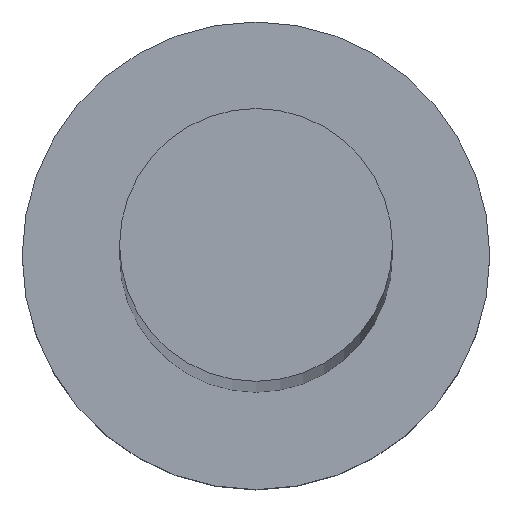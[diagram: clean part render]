
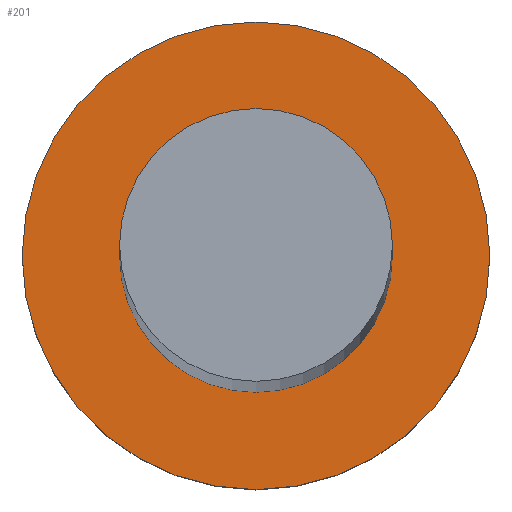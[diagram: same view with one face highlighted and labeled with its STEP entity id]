
A CAD part, top view. The second image highlights one B-rep face of the part: STEP entity #201.
In plain terms, the highlighted planar face has unit normal (0, 0, 1).
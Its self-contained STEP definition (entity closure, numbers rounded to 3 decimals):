
#4 = CIRCLE ( 'NONE', #77, 3.5 ) ;
#12 = FACE_OUTER_BOUND ( 'NONE', #112, .T. ) ;
#23 = EDGE_CURVE ( 'NONE', #93, #157, #132, .T. ) ;
#30 = DIRECTION ( 'NONE',  ( 0., 0., 1. ) ) ;
#35 = DIRECTION ( 'NONE',  ( 1., 0., 0. ) ) ;
#36 = DIRECTION ( 'NONE',  ( 0., 0., 1. ) ) ;
#50 = CARTESIAN_POINT ( 'NONE',  ( 0., 0., 5. ) ) ;
#51 = CARTESIAN_POINT ( 'NONE',  ( 3.5, 0., 5. ) ) ;
#52 = DIRECTION ( 'NONE',  ( 1., 0., 0. ) ) ;
#71 = CARTESIAN_POINT ( 'NONE',  ( 6., 0., 5. ) ) ;
#77 = AXIS2_PLACEMENT_3D ( 'NONE', #92, #87, #91 ) ;
#87 = DIRECTION ( 'NONE',  ( 0., 0., 1. ) ) ;
#88 = DIRECTION ( 'NONE',  ( 1., 0., 0. ) ) ;
#91 = DIRECTION ( 'NONE',  ( 1., 0., 0. ) ) ;
#92 = CARTESIAN_POINT ( 'NONE',  ( 0., 0., 5. ) ) ;
#93 = VERTEX_POINT ( 'NONE', #51 ) ;
#98 = EDGE_CURVE ( 'NONE', #236, #196, #147, .T. ) ;
#108 = DIRECTION ( 'NONE',  ( 0., 0., 1. ) ) ;
#112 = EDGE_LOOP ( 'NONE', ( #130, #190 ) ) ;
#116 = CARTESIAN_POINT ( 'NONE',  ( 0., 0., 5. ) ) ;
#118 = AXIS2_PLACEMENT_3D ( 'NONE', #172, #243, #52 ) ;
#119 = ORIENTED_EDGE ( 'NONE', *, *, #23, .F. ) ;
#126 = PLANE ( 'NONE',  #118 ) ;
#129 = AXIS2_PLACEMENT_3D ( 'NONE', #50, #108, #205 ) ;
#130 = ORIENTED_EDGE ( 'NONE', *, *, #98, .T. ) ;
#132 = CIRCLE ( 'NONE', #255, 3.5 ) ;
#139 = AXIS2_PLACEMENT_3D ( 'NONE', #167, #30, #88 ) ;
#147 = CIRCLE ( 'NONE', #139, 6. ) ;
#157 = VERTEX_POINT ( 'NONE', #189 ) ;
#158 = EDGE_LOOP ( 'NONE', ( #217, #119 ) ) ;
#165 = EDGE_CURVE ( 'NONE', #157, #93, #4, .T. ) ;
#167 = CARTESIAN_POINT ( 'NONE',  ( 0., 0., 5. ) ) ;
#172 = CARTESIAN_POINT ( 'NONE',  ( 0., 0., 5. ) ) ;
#178 = CIRCLE ( 'NONE', #129, 6. ) ;
#189 = CARTESIAN_POINT ( 'NONE',  ( -3.5, 0., 5. ) ) ;
#190 = ORIENTED_EDGE ( 'NONE', *, *, #241, .T. ) ;
#196 = VERTEX_POINT ( 'NONE', #71 ) ;
#201 = ADVANCED_FACE ( 'NONE', ( #209, #12 ), #126, .T. ) ;
#205 = DIRECTION ( 'NONE',  ( 1., 0., 0. ) ) ;
#209 = FACE_BOUND ( 'NONE', #158, .T. ) ;
#217 = ORIENTED_EDGE ( 'NONE', *, *, #165, .F. ) ;
#226 = CARTESIAN_POINT ( 'NONE',  ( -6., 0., 5. ) ) ;
#236 = VERTEX_POINT ( 'NONE', #226 ) ;
#241 = EDGE_CURVE ( 'NONE', #196, #236, #178, .T. ) ;
#243 = DIRECTION ( 'NONE',  ( 0., 0., 1. ) ) ;
#255 = AXIS2_PLACEMENT_3D ( 'NONE', #116, #36, #35 ) ;
